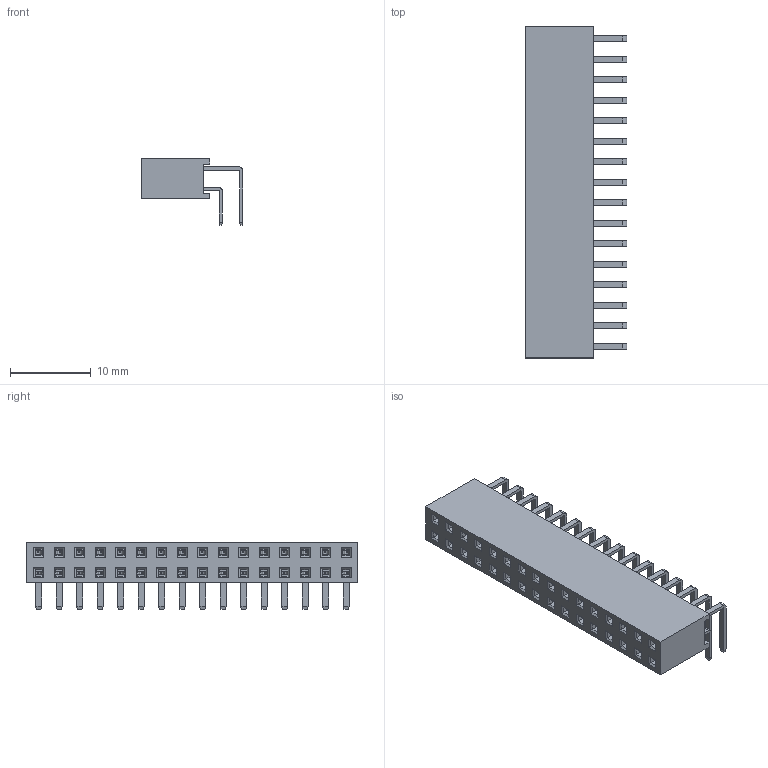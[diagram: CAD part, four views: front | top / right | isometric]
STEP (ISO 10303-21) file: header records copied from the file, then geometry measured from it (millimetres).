
FILE_DESCRIPTION(/* description */ ('Unknown'),/* implementation_level */ '2;1');
FILE_NAME(/* name */ 'J_Wurth_WR-PHD_613032243121',/* time_stamp */ '2025-04-17T10:43:20+08:00',/* author */ ('Unknown'),/* organization */ ('Unknown'),/* preprocessor_version */ 'ST-DEVELOPER v19.4',/* originating_system */ 'Solid Edge',/* authorisation */ 'Unknown');
FILE_SCHEMA (('AUTOMOTIVE_DESIGN {1 0 10303 214 3 1 1}'));
Products named in the file (2): J_Wurth_WR-PHD_613032243121
Assembly tree (1 placements, depth 2):
  J_Wurth_WR-PHD_613032243121
    J_Wurth_WR-PHD_613032243121
Bounding box: 12.6 x 41.14 x 8.3 mm (x, y, z)
Volume: 1539.4 mm3; surface area: 3208.1 mm2
Topology: 1 solids, 1 shells, 2026 faces, 5112 edges, 3152 vertices
Faces by surface type: plane 1834, cylinder 128, bspline 64
Entity records: 74449 total; most frequent: CARTESIAN_POINT 12404, ORIENTED_EDGE 10224, DIRECTION 9168, EDGE_CURVE 5112, LINE 4472, VECTOR 4472, VERTEX_POINT 3152, AXIS2_PLACEMENT_3D 2348
